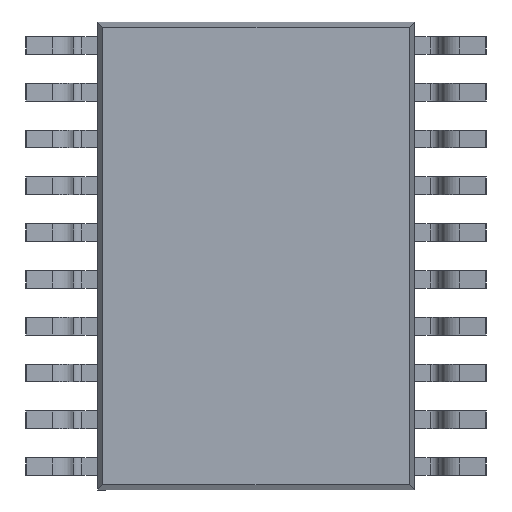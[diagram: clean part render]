
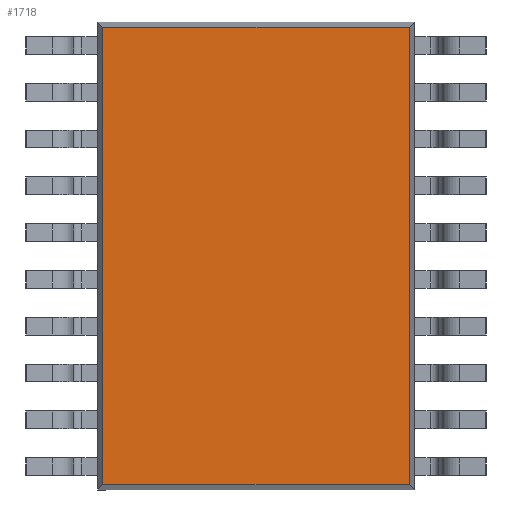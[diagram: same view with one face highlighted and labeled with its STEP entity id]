
A CAD part, front view. The second image highlights one B-rep face of the part: STEP entity #1718.
In plain terms, the highlighted planar face has unit normal (0, -1, 0).
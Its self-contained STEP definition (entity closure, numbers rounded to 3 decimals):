
#16 = ORIENTED_EDGE ( 'NONE', *, *, #8096, .T. ) ;
#545 = VECTOR ( 'NONE', #7587, 1000. ) ;
#755 = FACE_OUTER_BOUND ( 'NONE', #1172, .T. ) ;
#756 = VECTOR ( 'NONE', #3800, 1000. ) ;
#1149 = DIRECTION ( 'NONE',  ( 1., 0., 0. ) ) ;
#1172 = EDGE_LOOP ( 'NONE', ( #3881, #8469, #16, #2416 ) ) ;
#1718 = ADVANCED_FACE ( 'NONE', ( #755 ), #9068, .T. ) ;
#1754 = VECTOR ( 'NONE', #3894, 1000. ) ;
#2169 = CARTESIAN_POINT ( 'NONE',  ( 2.129, 0.15, -3.179 ) ) ;
#2416 = ORIENTED_EDGE ( 'NONE', *, *, #6509, .T. ) ;
#2582 = CARTESIAN_POINT ( 'NONE',  ( 2.129, 0.15, -3.25 ) ) ;
#2840 = LINE ( 'NONE', #3327, #545 ) ;
#2854 = EDGE_CURVE ( 'NONE', #6292, #3449, #4564, .T. ) ;
#3076 = CARTESIAN_POINT ( 'NONE',  ( -2.2, 0.15, -3.179 ) ) ;
#3121 = CARTESIAN_POINT ( 'NONE',  ( -2.129, 0.15, 3.25 ) ) ;
#3327 = CARTESIAN_POINT ( 'NONE',  ( 2.2, 0.15, 3.179 ) ) ;
#3449 = VERTEX_POINT ( 'NONE', #6990 ) ;
#3460 = CARTESIAN_POINT ( 'NONE',  ( 0., 0.15, 0. ) ) ;
#3511 = DIRECTION ( 'NONE',  ( 0., 0., 1. ) ) ;
#3534 = CARTESIAN_POINT ( 'NONE',  ( -2.129, 0.15, 3.179 ) ) ;
#3800 = DIRECTION ( 'NONE',  ( 0., 0., -1. ) ) ;
#3881 = ORIENTED_EDGE ( 'NONE', *, *, #2854, .T. ) ;
#3894 = DIRECTION ( 'NONE',  ( 1., 0., 0. ) ) ;
#4181 = CARTESIAN_POINT ( 'NONE',  ( -2.129, 0.15, -3.179 ) ) ;
#4525 = EDGE_CURVE ( 'NONE', #3449, #4694, #2840, .T. ) ;
#4552 = VECTOR ( 'NONE', #3511, 1000. ) ;
#4564 = LINE ( 'NONE', #2582, #4552 ) ;
#4694 = VERTEX_POINT ( 'NONE', #3534 ) ;
#5561 = LINE ( 'NONE', #3076, #1754 ) ;
#6292 = VERTEX_POINT ( 'NONE', #2169 ) ;
#6481 = LINE ( 'NONE', #3121, #756 ) ;
#6509 = EDGE_CURVE ( 'NONE', #9152, #6292, #5561, .T. ) ;
#6990 = CARTESIAN_POINT ( 'NONE',  ( 2.129, 0.15, 3.179 ) ) ;
#7587 = DIRECTION ( 'NONE',  ( -1., 0., 0. ) ) ;
#7627 = DIRECTION ( 'NONE',  ( 0., -1., 0. ) ) ;
#8096 = EDGE_CURVE ( 'NONE', #4694, #9152, #6481, .T. ) ;
#8469 = ORIENTED_EDGE ( 'NONE', *, *, #4525, .T. ) ;
#8758 = AXIS2_PLACEMENT_3D ( 'NONE', #3460, #7627, #1149 ) ;
#9068 = PLANE ( 'NONE',  #8758 ) ;
#9152 = VERTEX_POINT ( 'NONE', #4181 ) ;
